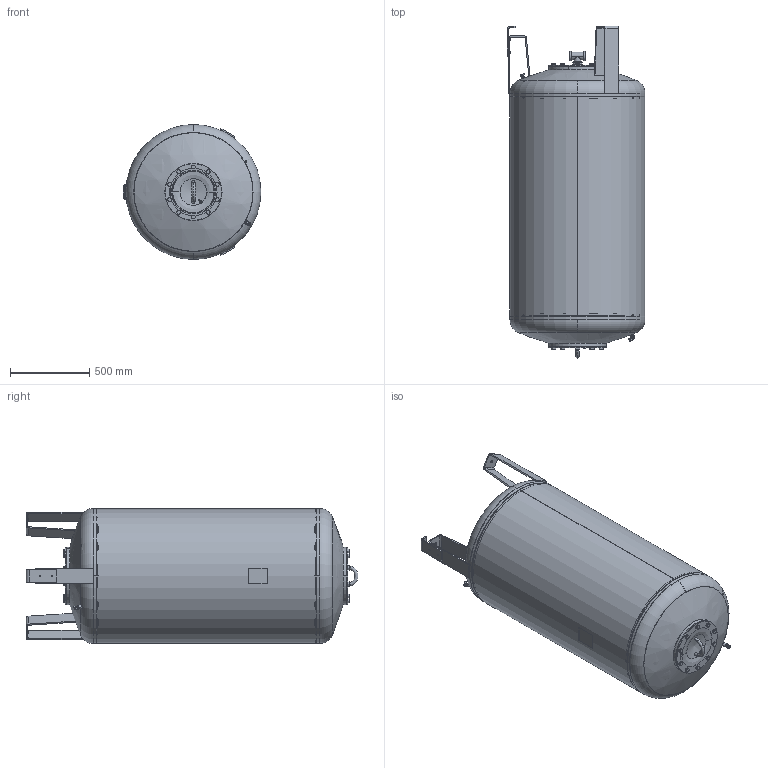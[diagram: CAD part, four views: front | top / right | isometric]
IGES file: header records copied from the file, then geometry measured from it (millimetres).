
Global section: file name: No Iges File Name specified; native system: Autodesk Inventor 2009; preprocessor: AutoDesk Inventor Iges Exporter R2009; author: CADJOBServer; date: 20091012.131734; units: millimetre
Bounding box: 868 x 2089.95 x 850 mm (x, y, z)
Volume: 27052369.2 mm3; surface area: 16223580.6 mm2
Topology: 30 solids, 30 shells, 1786 faces, 4513 edges, 2892 vertices
Faces by surface type: plane 670, bspline 337, cone 247, revolution 245, cylinder 237, torus 44, sphere 6
